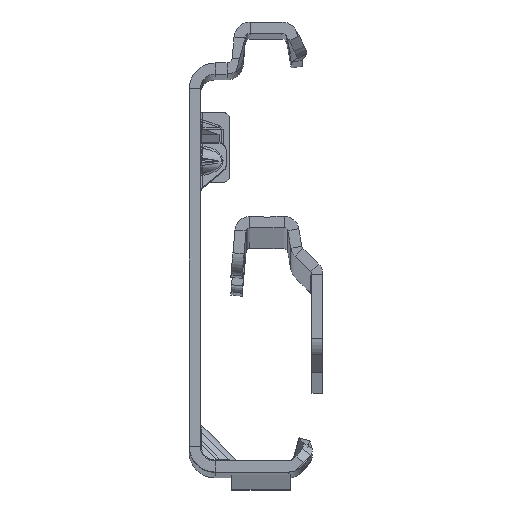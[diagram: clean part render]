
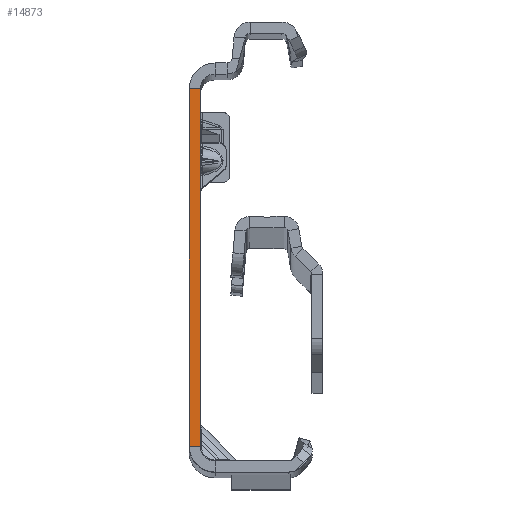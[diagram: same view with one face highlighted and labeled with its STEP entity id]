
A CAD part, top view. The second image highlights one B-rep face of the part: STEP entity #14873.
In plain terms, the highlighted planar face has unit normal (0, 0, 1).
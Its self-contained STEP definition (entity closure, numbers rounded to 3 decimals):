
#156 = CARTESIAN_POINT ( 'NONE',  ( 0., -25.865, 0. ) ) ;
#1098 = DIRECTION ( 'NONE',  ( 0., -1., 0. ) ) ;
#1328 = CARTESIAN_POINT ( 'NONE',  ( -1.5, 22.135, 0. ) ) ;
#1352 = VECTOR ( 'NONE', #1098, 1000. ) ;
#1524 = CARTESIAN_POINT ( 'NONE',  ( 0., 22.135, 0. ) ) ;
#2223 = PLANE ( 'NONE',  #10948 ) ;
#2429 = ORIENTED_EDGE ( 'NONE', *, *, #12574, .T. ) ;
#3647 = FACE_OUTER_BOUND ( 'NONE', #12330, .T. ) ;
#4533 = VERTEX_POINT ( 'NONE', #1328 ) ;
#4968 = DIRECTION ( 'NONE',  ( -1., 0., 0. ) ) ;
#4969 = CARTESIAN_POINT ( 'NONE',  ( 0., 22.135, 0. ) ) ;
#5862 = DIRECTION ( 'NONE',  ( 1., 0., 0. ) ) ;
#6422 = VECTOR ( 'NONE', #9676, 1000. ) ;
#6491 = VERTEX_POINT ( 'NONE', #1524 ) ;
#7032 = CARTESIAN_POINT ( 'NONE',  ( -1.5, -27.865, 0. ) ) ;
#7904 = ORIENTED_EDGE ( 'NONE', *, *, #13995, .F. ) ;
#8434 = ORIENTED_EDGE ( 'NONE', *, *, #14212, .F. ) ;
#8581 = ORIENTED_EDGE ( 'NONE', *, *, #10774, .T. ) ;
#9676 = DIRECTION ( 'NONE',  ( 0., -1., 0. ) ) ;
#10026 = DIRECTION ( 'NONE',  ( -1., 0., 0. ) ) ;
#10774 = EDGE_CURVE ( 'NONE', #4533, #12166, #14373, .T. ) ;
#10948 = AXIS2_PLACEMENT_3D ( 'NONE', #7032, #11845, #5862 ) ;
#10972 = LINE ( 'NONE', #156, #12687 ) ;
#11845 = DIRECTION ( 'NONE',  ( 0., 0., 1. ) ) ;
#12063 = CARTESIAN_POINT ( 'NONE',  ( 0., -25.865, 0. ) ) ;
#12166 = VERTEX_POINT ( 'NONE', #14755 ) ;
#12330 = EDGE_LOOP ( 'NONE', ( #7904, #2429, #8581, #8434 ) ) ;
#12574 = EDGE_CURVE ( 'NONE', #6491, #4533, #13625, .T. ) ;
#12687 = VECTOR ( 'NONE', #4968, 1000. ) ;
#12844 = LINE ( 'NONE', #14257, #1352 ) ;
#13113 = CARTESIAN_POINT ( 'NONE',  ( -1.5, -27.865, 0. ) ) ;
#13625 = LINE ( 'NONE', #4969, #14694 ) ;
#13995 = EDGE_CURVE ( 'NONE', #6491, #14102, #12844, .T. ) ;
#14102 = VERTEX_POINT ( 'NONE', #12063 ) ;
#14212 = EDGE_CURVE ( 'NONE', #14102, #12166, #10972, .T. ) ;
#14257 = CARTESIAN_POINT ( 'NONE',  ( 0., -27.865, 0. ) ) ;
#14373 = LINE ( 'NONE', #13113, #6422 ) ;
#14694 = VECTOR ( 'NONE', #10026, 1000. ) ;
#14755 = CARTESIAN_POINT ( 'NONE',  ( -1.5, -25.865, 0. ) ) ;
#14873 = ADVANCED_FACE ( 'NONE', ( #3647 ), #2223, .T. ) ;
